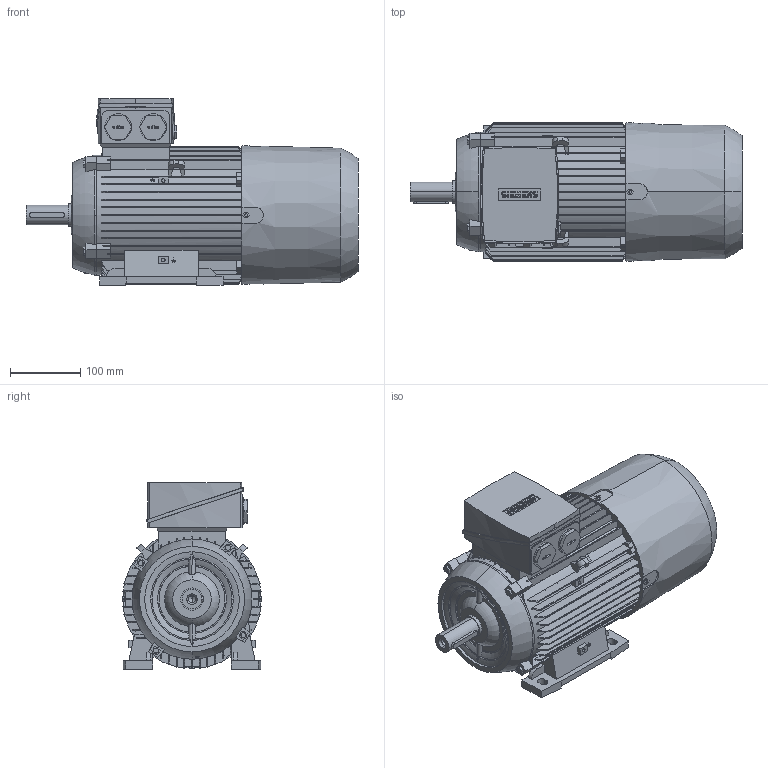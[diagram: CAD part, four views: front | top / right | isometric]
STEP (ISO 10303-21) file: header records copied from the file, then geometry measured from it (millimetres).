
FILE_DESCRIPTION(('STEP AP214'),'1');
FILE_NAME('cctmp_35553F81-2CB1-457E-8D07-1C797F8C8E4D_2023_06_27_09_11_10_0263..stp','2023-06-27T07:11:11',('SIEMENS A&D'),('CADClick - www.CADClick.com'),'Spatial InterOp 3D',' ','unknown authorization');
FILE_SCHEMA(('AUTOMOTIVE_DESIGN'));
Length unit declared in the file: millimetre
Products named in the file (1): 2023_06_27_09_11_10_0247
Bounding box: 473.5 x 198 x 266 mm (x, y, z)
Volume: 11902706.3 mm3; surface area: 596198.4 mm2
Topology: 1 solids, 1 shells, 1081 faces, 3029 edges, 2004 vertices
Faces by surface type: plane 704, cylinder 231, torus 118, cone 28
Entity records: 48733 total; most frequent: CARTESIAN_POINT 12376, ORIENTED_EDGE 6054, DIRECTION 5470, EDGE_CURVE 3027, VERTEX_POINT 2004, LINE 1920, VECTOR 1920, AXIS2_PLACEMENT_3D 1775
